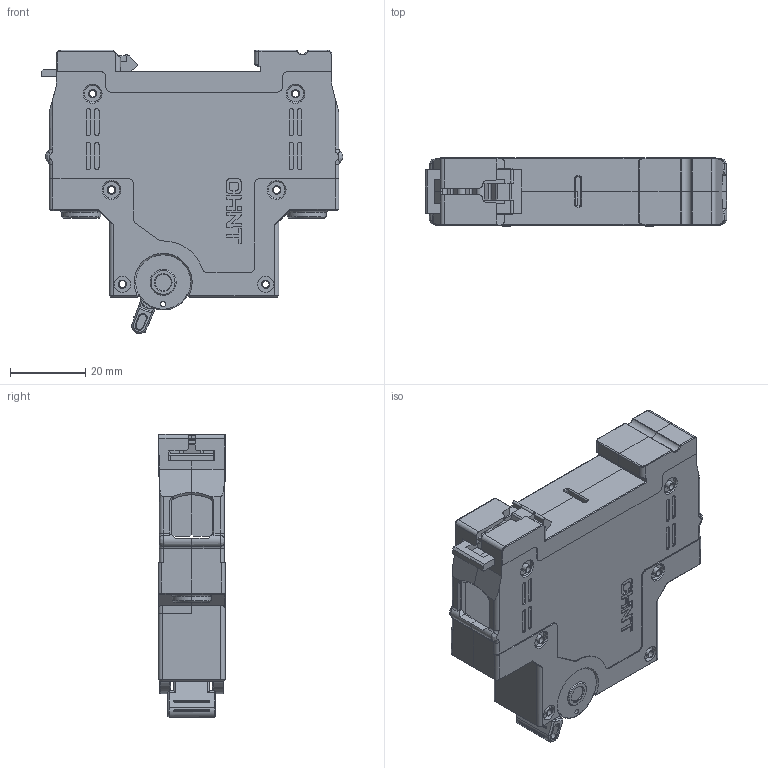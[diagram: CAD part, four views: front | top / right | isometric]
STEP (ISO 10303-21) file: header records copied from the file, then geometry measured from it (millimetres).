
FILE_DESCRIPTION((''),'2;1');
FILE_NAME('NXHB-125_1P','2023-07-26T11:05:57',('hgfeng'),(''),'CREO PARAMETRIC BY PTC INC, 2020044','CREO PARAMETRIC BY PTC INC, 2020044','');
FILE_SCHEMA(('CONFIG_CONTROL_DESIGN','SHAPE_APPEARANCE_LAYERS_GROUPS'));
Length unit declared in the file: millimetre
Products named in the file (1): NXHB-125_1P
Bounding box: 79.9 x 17.95 x 75.08 mm (x, y, z)
Volume: 1395.9 mm3; surface area: 33430.4 mm2
Topology: 11 solids, 13 shells, 1756 faces, 4779 edges, 3111 vertices
Faces by surface type: plane 1034, cylinder 493, cone 103, torus 63, bspline 32, extrusion 27, sphere 4
Entity records: 57580 total; most frequent: CARTESIAN_POINT 12588, ORIENTED_EDGE 9528, DIRECTION 9125, EDGE_CURVE 4771, VECTOR 3237, LINE 3210, VERTEX_POINT 3111, AXIS2_PLACEMENT_3D 2944
